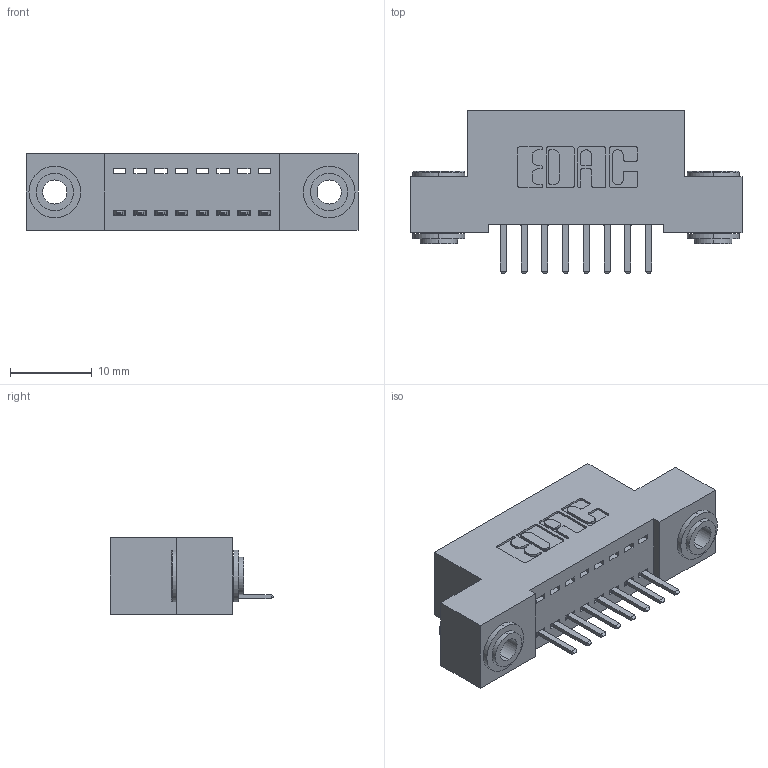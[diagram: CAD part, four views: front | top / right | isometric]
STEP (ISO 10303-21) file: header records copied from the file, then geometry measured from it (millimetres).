
FILE_DESCRIPTION (( 'STEP AP203' ), '1' );
FILE_NAME ('342-008-520-103.STEP', '2019-10-01T13:02:49', ( '' ), ( '' ), 'SwSTEP 2.0', 'SolidWorks 2016', '' );
FILE_SCHEMA (( 'CONFIG_CONTROL_DESIGN' ));
Length unit declared in the file: inch
Products named in the file (4): 342 Part_.156 TH; 345-292-001_345-293-120; 342-250-002_345-250-002-102; 342-008-520-103
Assembly tree (11 placements, depth 2):
  342-008-520-103
    342 Part_.156 TH
    345-292-001_345-293-120  x8
    342-250-002_345-250-002-102  x2
Bounding box: 40.64 x 20.02 x 9.4 mm (x, y, z)
Volume: 3437.9 mm3; surface area: 4566.1 mm2
Topology: 11 solids, 11 shells, 644 faces, 1847 edges, 1206 vertices
Faces by surface type: plane 428, cylinder 208, cone 8
Entity records: 9920 total; most frequent: CARTESIAN_POINT 1705, ORIENTED_EDGE 1630, DIRECTION 1529, EDGE_CURVE 815, VECTOR 659, LINE 659, VERTEX_POINT 538, AXIS2_PLACEMENT_3D 435
